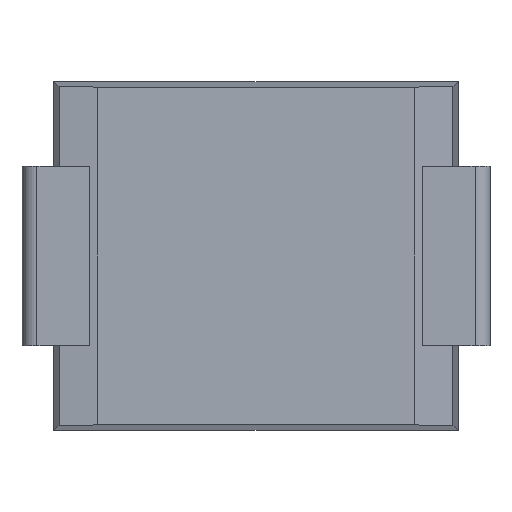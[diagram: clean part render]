
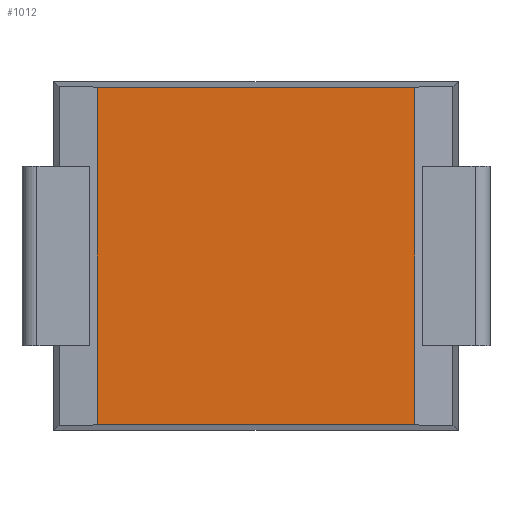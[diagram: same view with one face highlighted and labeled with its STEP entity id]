
A CAD part, front view. The second image highlights one B-rep face of the part: STEP entity #1012.
In plain terms, the highlighted planar face has unit normal (0, -1, 0).
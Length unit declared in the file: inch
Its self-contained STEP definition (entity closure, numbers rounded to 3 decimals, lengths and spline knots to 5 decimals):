
#12 = EDGE_CURVE ( 'NONE', #431, #723, #113, .T. ) ;
#21 = PLANE ( 'NONE',  #598 ) ;
#57 = ORIENTED_EDGE ( 'NONE', *, *, #933, .T. ) ;
#79 = LINE ( 'NONE', #1089, #256 ) ;
#98 = VERTEX_POINT ( 'NONE', #183 ) ;
#113 = LINE ( 'NONE', #365, #1163 ) ;
#183 = CARTESIAN_POINT ( 'NONE',  ( -0.10589, 0.008, 0.11239 ) ) ;
#250 = DIRECTION ( 'NONE',  ( 0., 0., -1. ) ) ;
#256 = VECTOR ( 'NONE', #1595, 39.37008 ) ;
#365 = CARTESIAN_POINT ( 'NONE',  ( 0.135, 0.008, -0.11239 ) ) ;
#372 = CARTESIAN_POINT ( 'NONE',  ( 0.10589, 0.008, -0.11239 ) ) ;
#395 = CARTESIAN_POINT ( 'NONE',  ( 0.10589, 0.008, 0.11239 ) ) ;
#398 = DIRECTION ( 'NONE',  ( 0., 1., 0. ) ) ;
#431 = VERTEX_POINT ( 'NONE', #510 ) ;
#455 = ORIENTED_EDGE ( 'NONE', *, *, #1042, .T. ) ;
#491 = CARTESIAN_POINT ( 'NONE',  ( -0.10589, 0.008, 0. ) ) ;
#510 = CARTESIAN_POINT ( 'NONE',  ( -0.10589, 0.008, -0.11239 ) ) ;
#594 = VECTOR ( 'NONE', #1137, 39.37008 ) ;
#598 = AXIS2_PLACEMENT_3D ( 'NONE', #1532, #398, #986 ) ;
#688 = VECTOR ( 'NONE', #250, 39.37008 ) ;
#723 = VERTEX_POINT ( 'NONE', #372 ) ;
#744 = LINE ( 'NONE', #1275, #594 ) ;
#805 = ORIENTED_EDGE ( 'NONE', *, *, #1138, .T. ) ;
#933 = EDGE_CURVE ( 'NONE', #1288, #98, #744, .T. ) ;
#986 = DIRECTION ( 'NONE',  ( 0., 0., 1. ) ) ;
#1012 = ADVANCED_FACE ( 'NONE', ( #1156 ), #21, .F. ) ;
#1042 = EDGE_CURVE ( 'NONE', #723, #1288, #79, .T. ) ;
#1089 = CARTESIAN_POINT ( 'NONE',  ( 0.10589, 0.008, 0. ) ) ;
#1108 = EDGE_LOOP ( 'NONE', ( #1600, #455, #57, #805 ) ) ;
#1137 = DIRECTION ( 'NONE',  ( -1., 0., 0. ) ) ;
#1138 = EDGE_CURVE ( 'NONE', #98, #431, #1237, .T. ) ;
#1156 = FACE_OUTER_BOUND ( 'NONE', #1108, .T. ) ;
#1163 = VECTOR ( 'NONE', #1260, 39.37008 ) ;
#1237 = LINE ( 'NONE', #491, #688 ) ;
#1260 = DIRECTION ( 'NONE',  ( 1., 0., 0. ) ) ;
#1275 = CARTESIAN_POINT ( 'NONE',  ( 0.135, 0.008, 0.11239 ) ) ;
#1288 = VERTEX_POINT ( 'NONE', #395 ) ;
#1532 = CARTESIAN_POINT ( 'NONE',  ( 0., 0.008, 0. ) ) ;
#1595 = DIRECTION ( 'NONE',  ( 0., 0., 1. ) ) ;
#1600 = ORIENTED_EDGE ( 'NONE', *, *, #12, .T. ) ;
